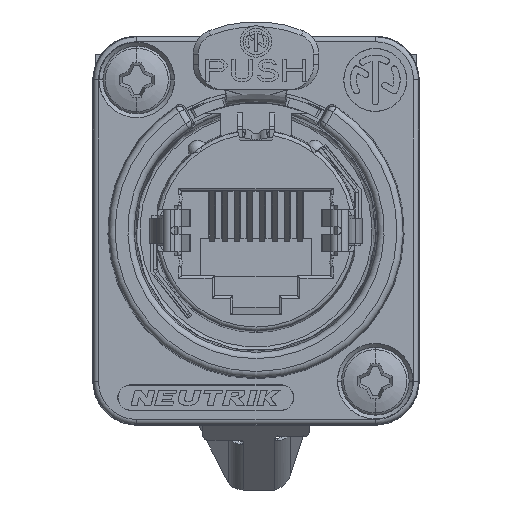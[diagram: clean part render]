
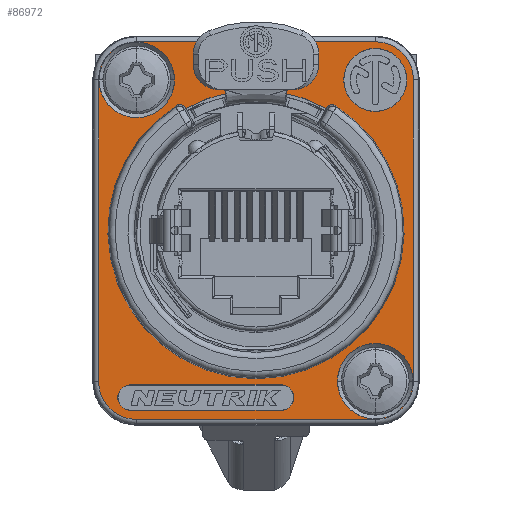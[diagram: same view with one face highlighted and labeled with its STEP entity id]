
A CAD part, top view. The second image highlights one B-rep face of the part: STEP entity #86972.
In plain terms, the highlighted planar face has unit normal (0, 0, 1).
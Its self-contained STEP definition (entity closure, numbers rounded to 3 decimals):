
#82007=CARTESIAN_POINT('',(-9.5,12.,0.9));
#82008=DIRECTION('',(0.,0.,1.));
#82009=DIRECTION('',(0.,1.,0.));
#82010=AXIS2_PLACEMENT_3D('',#82007,#82008,#82009);
#82012=DIRECTION('',(-1.,0.,0.));
#82013=VECTOR('',#82012,19.);
#82014=CARTESIAN_POINT('',(9.5,15.044,0.9));
#82015=LINE('',#82014,#82013);
#82016=CARTESIAN_POINT('',(9.5,12.,0.9));
#82017=DIRECTION('',(0.,0.,1.));
#82018=DIRECTION('',(1.,0.,0.));
#82019=AXIS2_PLACEMENT_3D('',#82016,#82017,#82018);
#82021=DIRECTION('',(0.,1.,0.));
#82022=VECTOR('',#82021,24.);
#82023=CARTESIAN_POINT('',(12.544,-12.,0.9));
#82024=LINE('',#82023,#82022);
#82025=CARTESIAN_POINT('',(9.5,-12.,0.9));
#82026=DIRECTION('',(0.,0.,1.));
#82027=DIRECTION('',(0.,-1.,0.));
#82028=AXIS2_PLACEMENT_3D('',#82025,#82026,#82027);
#82030=DIRECTION('',(1.,0.,0.));
#82031=VECTOR('',#82030,19.);
#82032=CARTESIAN_POINT('',(-9.5,-15.044,0.9));
#82033=LINE('',#82032,#82031);
#82034=CARTESIAN_POINT('',(-9.5,-12.,0.9));
#82035=DIRECTION('',(0.,0.,1.));
#82036=DIRECTION('',(-1.,0.,0.));
#82037=AXIS2_PLACEMENT_3D('',#82034,#82035,#82036);
#82039=DIRECTION('',(0.,-1.,0.));
#82040=VECTOR('',#82039,24.);
#82041=CARTESIAN_POINT('',(-12.544,12.,0.9));
#82042=LINE('',#82041,#82040);
#82043=CARTESIAN_POINT('',(-10.,-13.3,0.9));
#82044=DIRECTION('',(0.,0.,1.));
#82045=DIRECTION('',(0.,1.,0.));
#82046=AXIS2_PLACEMENT_3D('',#82043,#82044,#82045);
#82048=DIRECTION('',(1.,0.,0.));
#82049=VECTOR('',#82048,12.);
#82050=CARTESIAN_POINT('',(-10.,-14.31,0.9));
#82051=LINE('',#82050,#82049);
#82052=CARTESIAN_POINT('',(2.,-13.3,0.9));
#82053=DIRECTION('',(0.,0.,1.));
#82054=DIRECTION('',(0.,-1.,0.));
#82055=AXIS2_PLACEMENT_3D('',#82052,#82053,#82054);
#82057=DIRECTION('',(-1.,0.,0.));
#82058=VECTOR('',#82057,12.);
#82059=CARTESIAN_POINT('',(2.,-12.29,0.9));
#82060=LINE('',#82059,#82058);
#82061=CARTESIAN_POINT('',(9.5,12.,0.9));
#82062=DIRECTION('',(0.,0.,1.));
#82063=DIRECTION('',(1.,0.,0.));
#82064=AXIS2_PLACEMENT_3D('',#82061,#82062,#82063);
#82066=CARTESIAN_POINT('',(9.5,12.,0.9));
#82067=DIRECTION('',(0.,0.,1.));
#82068=DIRECTION('',(-1.,0.,0.));
#82069=AXIS2_PLACEMENT_3D('',#82066,#82067,#82068);
#82071=CARTESIAN_POINT('',(-9.5,12.,0.9));
#82072=DIRECTION('',(0.,0.,1.));
#82073=DIRECTION('',(-1.,0.,0.));
#82074=AXIS2_PLACEMENT_3D('',#82071,#82072,#82073);
#82076=CARTESIAN_POINT('',(-9.5,12.,0.9));
#82077=DIRECTION('',(0.,0.,1.));
#82078=DIRECTION('',(1.,0.,0.));
#82079=AXIS2_PLACEMENT_3D('',#82076,#82077,#82078);
#82081=CARTESIAN_POINT('',(9.5,-12.,0.9));
#82082=DIRECTION('',(0.,0.,1.));
#82083=DIRECTION('',(-1.,0.,0.));
#82084=AXIS2_PLACEMENT_3D('',#82081,#82082,#82083);
#82086=CARTESIAN_POINT('',(9.5,-12.,0.9));
#82087=DIRECTION('',(0.,0.,1.));
#82088=DIRECTION('',(1.,0.,0.));
#82089=AXIS2_PLACEMENT_3D('',#82086,#82087,#82088);
#82091=DIRECTION('',(-0.5,0.866,0.));
#82092=VECTOR('',#82091,0.09);
#82093=CARTESIAN_POINT('',(-5.6,9.699,0.9));
#82094=LINE('',#82093,#82092);
#82095=CARTESIAN_POINT('',(0.,0.,0.9));
#82096=DIRECTION('',(0.,0.,1.));
#82097=DIRECTION('',(-0.538,0.843,0.));
#82098=AXIS2_PLACEMENT_3D('',#82095,#82096,#82097);
#82100=DIRECTION('',(-0.5,-0.866,
0.));
#82101=VECTOR('',#82100,0.09);
#82102=CARTESIAN_POINT('',(5.645,9.777,
0.9));
#82103=LINE('',#82102,#82101);
#82104=CARTESIAN_POINT('',(0.,0.,0.9));
#82105=DIRECTION('',(0.,0.,1.));
#82106=DIRECTION('',(0.5,0.866,0.));
#82107=AXIS2_PLACEMENT_3D('',#82104,#82105,#82106);
#83533=CARTESIAN_POINT('',(-5.645,9.777,
0.9));
#83550=CARTESIAN_POINT('',(-6.346,9.948,
0.9));
#83551=CARTESIAN_POINT('',(-6.308,9.973,
0.9));
#83552=CARTESIAN_POINT('',(-6.228,10.01,
0.9));
#83553=CARTESIAN_POINT('',(-6.089,10.033,
0.9));
#83554=CARTESIAN_POINT('',(-5.953,10.017,0.9));
#83555=CARTESIAN_POINT('',(-5.829,9.968,
0.9));
#83556=CARTESIAN_POINT('',(-5.72,9.885,
0.9));
#83557=CARTESIAN_POINT('',(-5.667,9.816,
0.9));
#83558=CARTESIAN_POINT('',(-5.645,9.777,
0.9));
#83585=CARTESIAN_POINT('',(6.346,9.948,
0.9));
#83592=CARTESIAN_POINT('',(-6.346,9.948,
0.9));
#83594=CARTESIAN_POINT('',(5.645,9.777,
0.9));
#83595=CARTESIAN_POINT('',(5.667,9.816,
0.9));
#83596=CARTESIAN_POINT('',(5.72,9.885,
0.9));
#83597=CARTESIAN_POINT('',(5.832,9.97,
0.9));
#83598=CARTESIAN_POINT('',(5.957,10.018,0.9));
#83599=CARTESIAN_POINT('',(6.091,10.033,
0.9));
#83600=CARTESIAN_POINT('',(6.229,10.009,
0.9));
#83601=CARTESIAN_POINT('',(6.308,9.972,
0.9));
#83602=CARTESIAN_POINT('',(6.346,9.948,
0.9));
#85693=CARTESIAN_POINT('',(5.645,9.777,
0.9));
#86054=CARTESIAN_POINT('',(-9.5,15.044,0.9));
#86055=CARTESIAN_POINT('',(-12.544,12.,0.9));
#86056=VERTEX_POINT('',#86054);
#86057=VERTEX_POINT('',#86055);
#86062=CARTESIAN_POINT('',(-12.544,-12.,0.9));
#86063=VERTEX_POINT('',#86062);
#86066=CARTESIAN_POINT('',(-9.5,-15.044,0.9));
#86067=VERTEX_POINT('',#86066);
#86070=CARTESIAN_POINT('',(9.5,-15.044,0.9));
#86071=VERTEX_POINT('',#86070);
#86074=CARTESIAN_POINT('',(12.544,-12.,0.9));
#86075=VERTEX_POINT('',#86074);
#86078=CARTESIAN_POINT('',(12.544,12.,0.9));
#86079=VERTEX_POINT('',#86078);
#86082=CARTESIAN_POINT('',(9.5,15.044,0.9));
#86083=VERTEX_POINT('',#86082);
#86208=CARTESIAN_POINT('',(5.6,9.699,0.9));
#86209=CARTESIAN_POINT('',(-5.6,9.699,0.9));
#86210=VERTEX_POINT('',#86208);
#86211=VERTEX_POINT('',#86209);
#86213=VERTEX_POINT('',#83533);
#86214=VERTEX_POINT('',#83592);
#86216=VERTEX_POINT('',#83585);
#86218=VERTEX_POINT('',#85693);
#86256=CARTESIAN_POINT('',(-12.507,12.,0.9));
#86257=VERTEX_POINT('',#86256);
#86258=CARTESIAN_POINT('',(-6.493,12.,0.9));
#86259=VERTEX_POINT('',#86258);
#86264=CARTESIAN_POINT('',(6.493,-12.,0.9));
#86265=VERTEX_POINT('',#86264);
#86266=CARTESIAN_POINT('',(12.507,-12.,0.9));
#86267=VERTEX_POINT('',#86266);
#86276=CARTESIAN_POINT('',(-10.,-12.29,0.9));
#86277=VERTEX_POINT('',#86276);
#86278=CARTESIAN_POINT('',(-10.,-14.31,0.9));
#86279=VERTEX_POINT('',#86278);
#86280=CARTESIAN_POINT('',(2.,-14.31,0.9));
#86281=VERTEX_POINT('',#86280);
#86282=CARTESIAN_POINT('',(2.,-12.29,0.9));
#86283=VERTEX_POINT('',#86282);
#86288=CARTESIAN_POINT('',(12.01,12.,0.9));
#86289=VERTEX_POINT('',#86288);
#86290=CARTESIAN_POINT('',(6.99,12.,0.9));
#86291=VERTEX_POINT('',#86290);
#86908=CARTESIAN_POINT('',(0.,0.,0.9));
#86909=DIRECTION('',(0.,0.,1.));
#86910=DIRECTION('',(1.,0.,0.));
#86911=AXIS2_PLACEMENT_3D('',#86908,#86909,#86910);
#86912=PLANE('',#86911);
#86914=ORIENTED_EDGE('',*,*,#86913,.F.);
#86916=ORIENTED_EDGE('',*,*,#86915,.F.);
#86918=ORIENTED_EDGE('',*,*,#86917,.F.);
#86920=ORIENTED_EDGE('',*,*,#86919,.F.);
#86922=ORIENTED_EDGE('',*,*,#86921,.F.);
#86923=ORIENTED_EDGE('',*,*,#86898,.F.);
#86925=ORIENTED_EDGE('',*,*,#86924,.F.);
#86927=ORIENTED_EDGE('',*,*,#86926,.F.);
#86928=EDGE_LOOP('',(#86914,#86916,#86918,#86920,#86922,#86923,#86925,#86927));
#86929=FACE_OUTER_BOUND('',#86928,.F.);
#86931=ORIENTED_EDGE('',*,*,#86930,.T.);
#86933=ORIENTED_EDGE('',*,*,#86932,.T.);
#86935=ORIENTED_EDGE('',*,*,#86934,.T.);
#86937=ORIENTED_EDGE('',*,*,#86936,.T.);
#86938=EDGE_LOOP('',(#86931,#86933,#86935,#86937));
#86939=FACE_BOUND('',#86938,.F.);
#86941=ORIENTED_EDGE('',*,*,#86940,.T.);
#86943=ORIENTED_EDGE('',*,*,#86942,.T.);
#86944=EDGE_LOOP('',(#86941,#86943));
#86945=FACE_BOUND('',#86944,.F.);
#86947=ORIENTED_EDGE('',*,*,#86946,.T.);
#86949=ORIENTED_EDGE('',*,*,#86948,.T.);
#86950=EDGE_LOOP('',(#86947,#86949));
#86951=FACE_BOUND('',#86950,.F.);
#86953=ORIENTED_EDGE('',*,*,#86952,.T.);
#86955=ORIENTED_EDGE('',*,*,#86954,.T.);
#86956=EDGE_LOOP('',(#86953,#86955));
#86957=FACE_BOUND('',#86956,.F.);
#86959=ORIENTED_EDGE('',*,*,#86958,.T.);
#86961=ORIENTED_EDGE('',*,*,#86960,.F.);
#86963=ORIENTED_EDGE('',*,*,#86962,.T.);
#86965=ORIENTED_EDGE('',*,*,#86964,.F.);
#86967=ORIENTED_EDGE('',*,*,#86966,.T.);
#86969=ORIENTED_EDGE('',*,*,#86968,.T.);
#86970=EDGE_LOOP('',(#86959,#86961,#86963,#86965,#86967,#86969));
#86971=FACE_BOUND('',#86970,.F.);
#86972=ADVANCED_FACE('',(#86929,#86939,#86945,#86951,#86957,#86971),#86912,.T.);
#82011=CIRCLE('',#82010,3.044);
#82020=CIRCLE('',#82019,3.044);
#82029=CIRCLE('',#82028,3.044);
#82038=CIRCLE('',#82037,3.044);
#82047=CIRCLE('',#82046,1.01);
#82056=CIRCLE('',#82055,1.01);
#82065=CIRCLE('',#82064,2.51);
#82070=CIRCLE('',#82069,2.51);
#82075=CIRCLE('',#82074,3.007);
#82080=CIRCLE('',#82079,3.007);
#82085=CIRCLE('',#82084,3.007);
#82090=CIRCLE('',#82089,3.007);
#82099=CIRCLE('',#82098,11.8);
#82108=CIRCLE('',#82107,11.2);
#83559=B_SPLINE_CURVE_WITH_KNOTS('',3,(#83550,#83551,#83552,#83553,#83554,
#83555,#83556,#83557,#83558),.UNSPECIFIED.,.F.,.F.,(4,1,1,1,1,1,4),(0.,
0.167,0.333,0.5,0.667,0.833,
1.),.UNSPECIFIED.);
#83603=B_SPLINE_CURVE_WITH_KNOTS('',3,(#83594,#83595,#83596,#83597,#83598,
#83599,#83600,#83601,#83602),.UNSPECIFIED.,.F.,.F.,(4,1,1,1,1,1,4),(0.,
0.167,0.333,0.5,0.667,0.833,
1.),.UNSPECIFIED.);
#86898=EDGE_CURVE('',#86067,#86071,#82033,.T.);
#86913=EDGE_CURVE('',#86056,#86057,#82011,.T.);
#86915=EDGE_CURVE('',#86083,#86056,#82015,.T.);
#86917=EDGE_CURVE('',#86079,#86083,#82020,.T.);
#86919=EDGE_CURVE('',#86075,#86079,#82024,.T.);
#86921=EDGE_CURVE('',#86071,#86075,#82029,.T.);
#86924=EDGE_CURVE('',#86063,#86067,#82038,.T.);
#86926=EDGE_CURVE('',#86057,#86063,#82042,.T.);
#86930=EDGE_CURVE('',#86277,#86279,#82047,.T.);
#86932=EDGE_CURVE('',#86279,#86281,#82051,.T.);
#86934=EDGE_CURVE('',#86281,#86283,#82056,.T.);
#86936=EDGE_CURVE('',#86283,#86277,#82060,.T.);
#86940=EDGE_CURVE('',#86289,#86291,#82065,.T.);
#86942=EDGE_CURVE('',#86291,#86289,#82070,.T.);
#86946=EDGE_CURVE('',#86257,#86259,#82075,.T.);
#86948=EDGE_CURVE('',#86259,#86257,#82080,.T.);
#86952=EDGE_CURVE('',#86265,#86267,#82085,.T.);
#86954=EDGE_CURVE('',#86267,#86265,#82090,.T.);
#86958=EDGE_CURVE('',#86211,#86213,#82094,.T.);
#86960=EDGE_CURVE('',#86214,#86213,#83559,.T.);
#86962=EDGE_CURVE('',#86214,#86216,#82099,.T.);
#86964=EDGE_CURVE('',#86218,#86216,#83603,.T.);
#86966=EDGE_CURVE('',#86218,#86210,#82103,.T.);
#86968=EDGE_CURVE('',#86210,#86211,#82108,.T.);
